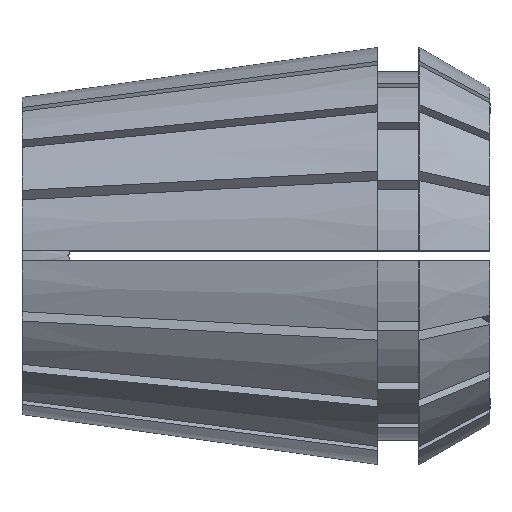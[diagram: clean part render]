
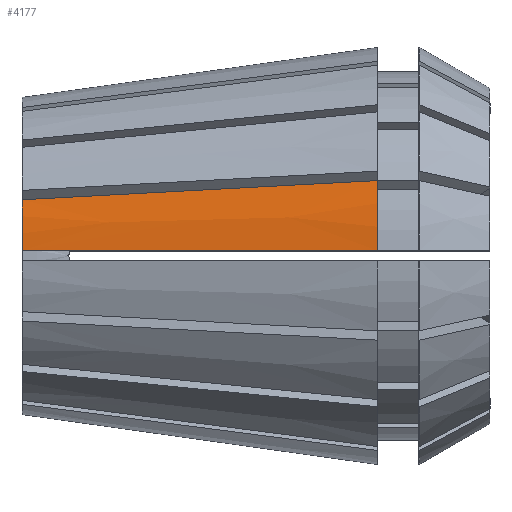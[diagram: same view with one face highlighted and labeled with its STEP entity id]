
A CAD part, top view. The second image highlights one B-rep face of the part: STEP entity #4177.
In plain terms, the highlighted conical face has half-angle 8 degrees and reference radius 20.5 mm.
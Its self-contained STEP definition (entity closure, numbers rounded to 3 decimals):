
#61 = CARTESIAN_POINT ( 'NONE',  ( 0., 5.503, 14.592 ) ) ;
#133 = VERTEX_POINT ( 'NONE', #850 ) ;
#137 = CARTESIAN_POINT ( 'NONE',  ( 0., 0.5, 15.587 ) ) ;
#184 = EDGE_CURVE ( 'NONE', #785, #1501, #3706, .T. ) ;
#284 = CONICAL_SURFACE ( 'NONE', #1268, 20.5, 0.14 ) ;
#372 = EDGE_CURVE ( 'NONE', #1501, #3532, #524, .T. ) ;
#408 = FACE_OUTER_BOUND ( 'NONE', #1612, .T. ) ;
#414 = CARTESIAN_POINT ( 'NONE',  ( 34.9, 0., 0. ) ) ;
#441 = DIRECTION ( 'NONE',  ( 0., 0., -1. ) ) ;
#479 = AXIS2_PLACEMENT_3D ( 'NONE', #414, #2364, #4913 ) ;
#524 = B_SPLINE_CURVE_WITH_KNOTS ( 'NONE', 3,
 ( #4020, #3609, #3554, #2772 ),
 .UNSPECIFIED., .F., .F.,
 ( 4, 4 ),
 ( 0., 0.035 ),
 .UNSPECIFIED. ) ;
#785 = VERTEX_POINT ( 'NONE', #2797 ) ;
#850 = CARTESIAN_POINT ( 'NONE',  ( 0., 0.5, 15.587 ) ) ;
#1233 = EDGE_CURVE ( 'NONE', #133, #3532, #1359, .T. ) ;
#1243 = ORIENTED_EDGE ( 'NONE', *, *, #184, .T. ) ;
#1268 = AXIS2_PLACEMENT_3D ( 'NONE', #3580, #4458, #441 ) ;
#1359 = CIRCLE ( 'NONE', #3545, 15.595 ) ;
#1470 = CARTESIAN_POINT ( 'NONE',  ( 33.268, 0.5, 20.265 ) ) ;
#1501 = VERTEX_POINT ( 'NONE', #2306 ) ;
#1566 = DIRECTION ( 'NONE',  ( -1., 0., 0. ) ) ;
#1612 = EDGE_LOOP ( 'NONE', ( #1243, #3945, #4496, #3924 ) ) ;
#1933 = CARTESIAN_POINT ( 'NONE',  ( 23.065, 0.5, 18.83 ) ) ;
#2306 = CARTESIAN_POINT ( 'NONE',  ( 34.9, 7.381, 19.126 ) ) ;
#2364 = DIRECTION ( 'NONE',  ( -1., 0., 0. ) ) ;
#2380 = CARTESIAN_POINT ( 'NONE',  ( 4.29, 0.5, 16.191 ) ) ;
#2594 = B_SPLINE_CURVE_WITH_KNOTS ( 'NONE', 3,
 ( #3074, #5742, #1470, #4600, #1933, #5040, #2380, #5492, #2824, #137 ),
 .UNSPECIFIED., .F., .F.,
 ( 4, 3, 3, 4 ),
 ( 0.076, 0.079, 0.107, 0.111 ),
 .UNSPECIFIED. ) ;
#2662 = EDGE_CURVE ( 'NONE', #785, #133, #2594, .T. ) ;
#2772 = CARTESIAN_POINT ( 'NONE',  ( 0., 5.503, 14.592 ) ) ;
#2797 = CARTESIAN_POINT ( 'NONE',  ( 34.9, 0.5, 20.494 ) ) ;
#2824 = CARTESIAN_POINT ( 'NONE',  ( 1.43, 0.5, 15.789 ) ) ;
#3074 = CARTESIAN_POINT ( 'NONE',  ( 34.9, 0.5, 20.494 ) ) ;
#3532 = VERTEX_POINT ( 'NONE', #61 ) ;
#3545 = AXIS2_PLACEMENT_3D ( 'NONE', #4235, #1566, #4687 ) ;
#3554 = CARTESIAN_POINT ( 'NONE',  ( 11.633, 6.129, 16.104 ) ) ;
#3580 = CARTESIAN_POINT ( 'NONE',  ( 34.9, 0., 0. ) ) ;
#3609 = CARTESIAN_POINT ( 'NONE',  ( 23.267, 6.755, 17.615 ) ) ;
#3706 = CIRCLE ( 'NONE', #479, 20.5 ) ;
#3924 = ORIENTED_EDGE ( 'NONE', *, *, #2662, .F. ) ;
#3945 = ORIENTED_EDGE ( 'NONE', *, *, #372, .T. ) ;
#4020 = CARTESIAN_POINT ( 'NONE',  ( 34.9, 7.381, 19.126 ) ) ;
#4177 = ADVANCED_FACE ( 'NONE', ( #408 ), #284, .T. ) ;
#4235 = CARTESIAN_POINT ( 'NONE',  ( 0., 0., 0. ) ) ;
#4458 = DIRECTION ( 'NONE',  ( 1., 0., 0. ) ) ;
#4496 = ORIENTED_EDGE ( 'NONE', *, *, #1233, .F. ) ;
#4600 = CARTESIAN_POINT ( 'NONE',  ( 32.452, 0.5, 20.15 ) ) ;
#4687 = DIRECTION ( 'NONE',  ( 0., 0., 1. ) ) ;
#4913 = DIRECTION ( 'NONE',  ( 0., 0., 1. ) ) ;
#5040 = CARTESIAN_POINT ( 'NONE',  ( 13.678, 0.5, 17.511 ) ) ;
#5492 = CARTESIAN_POINT ( 'NONE',  ( 2.86, 0.5, 15.99 ) ) ;
#5742 = CARTESIAN_POINT ( 'NONE',  ( 34.084, 0.5, 20.38 ) ) ;
